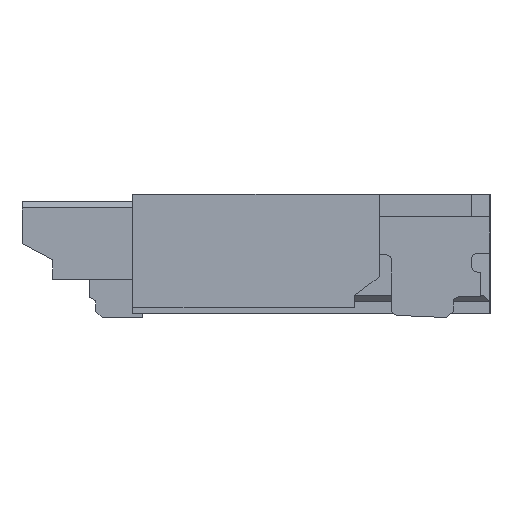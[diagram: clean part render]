
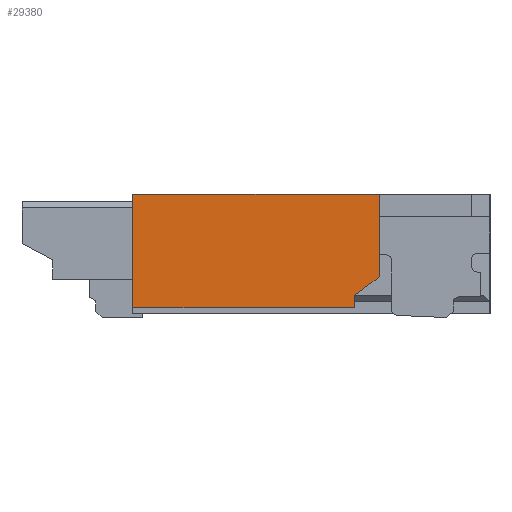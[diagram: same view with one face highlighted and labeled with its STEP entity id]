
A CAD part, left-side view. The second image highlights one B-rep face of the part: STEP entity #29380.
In plain terms, the highlighted planar face has unit normal (-1, 0, 0).
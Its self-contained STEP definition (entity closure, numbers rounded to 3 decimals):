
#3070=CARTESIAN_POINT('',(-9.5,-0.8,0.08));
#3080=VERTEX_POINT('',#3070);
#3230=CARTESIAN_POINT('',(-9.5,1.,0.08));
#3240=VERTEX_POINT('',#3230);
#3270=CARTESIAN_POINT('',(-9.5,1.744,0.08));
#3280=DIRECTION('',(0.,1.,0.));
#3290=VECTOR('',#3280,1.);
#3300=LINE('',#3270,#3290);
#3310=EDGE_CURVE('',#3080,#3240,#3300,.T.);
#5920=CARTESIAN_POINT('',(-9.5,1.,1.));
#5930=VERTEX_POINT('',#5920);
#5960=CARTESIAN_POINT('',(-9.5,1.,0.842));
#5970=DIRECTION('',(0.,0.,-1.));
#5980=VECTOR('',#5970,1.);
#5990=LINE('',#5960,#5980);
#6000=EDGE_CURVE('',#5930,#3240,#5990,.T.);
#17950=CARTESIAN_POINT('',(-9.5,-0.8,0.18));
#17960=DIRECTION('',(0.,-0.8,0.6));
#17970=VECTOR('',#17960,1.);
#17980=LINE('',#17950,#17970);
#17990=CARTESIAN_POINT('',(-9.5,-0.8,0.18));
#18000=VERTEX_POINT('',#17990);
#18010=CARTESIAN_POINT('',(-9.5,-1.,0.33));
#18020=VERTEX_POINT('',#18010);
#18030=EDGE_CURVE('',#18000,#18020,#17980,.T.);
#18690=CARTESIAN_POINT('',(-9.5,-0.8,1.258));
#18700=DIRECTION('',(0.,0.,1.));
#18710=VECTOR('',#18700,1.);
#18720=LINE('',#18690,#18710);
#18730=EDGE_CURVE('',#3080,#18000,#18720,.T.);
#23230=CARTESIAN_POINT('',(-9.5,-1.,0.842));
#23240=DIRECTION('',(0.,0.,-1.));
#23250=VECTOR('',#23240,1.);
#23260=LINE('',#23230,#23250);
#23270=CARTESIAN_POINT('',(-9.5,-1.,1.));
#23280=VERTEX_POINT('',#23270);
#23290=EDGE_CURVE('',#23280,#18020,#23260,.T.);
#29200=CARTESIAN_POINT('',(-9.5,0.695,0.842));
#29210=DIRECTION('',(1.,0.,0.));
#29220=DIRECTION('',(0.,1.,0.));
#29230=AXIS2_PLACEMENT_3D('',#29200,#29210,#29220);
#29240=PLANE('',#29230);
#29250=CARTESIAN_POINT('',(-9.5,0.695,1.));
#29260=DIRECTION('',(0.,1.,0.));
#29270=VECTOR('',#29260,1.);
#29280=LINE('',#29250,#29270);
#29290=EDGE_CURVE('',#23280,#5930,#29280,.T.);
#29300=ORIENTED_EDGE('',*,*,#29290,.T.);
#29310=ORIENTED_EDGE('',*,*,#23290,.F.);
#29320=ORIENTED_EDGE('',*,*,#18030,.T.);
#29330=ORIENTED_EDGE('',*,*,#18730,.T.);
#29340=ORIENTED_EDGE('',*,*,#3310,.F.);
#29350=ORIENTED_EDGE('',*,*,#6000,.T.);
#29360=EDGE_LOOP('',(#29350,#29340,#29330,#29320,#29310,#29300));
#29370=FACE_OUTER_BOUND('',#29360,.T.);
#29380=ADVANCED_FACE('',(#29370),#29240,.F.);
